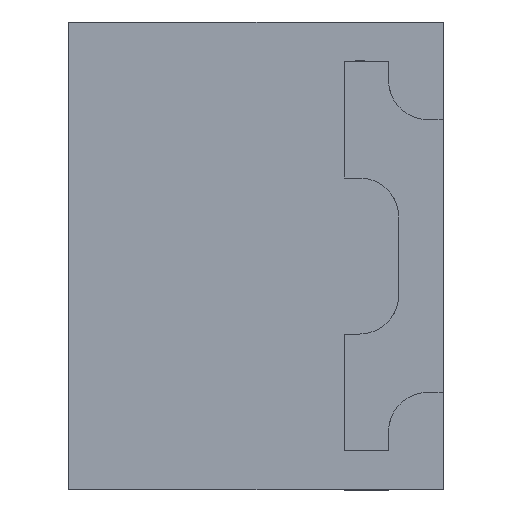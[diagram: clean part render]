
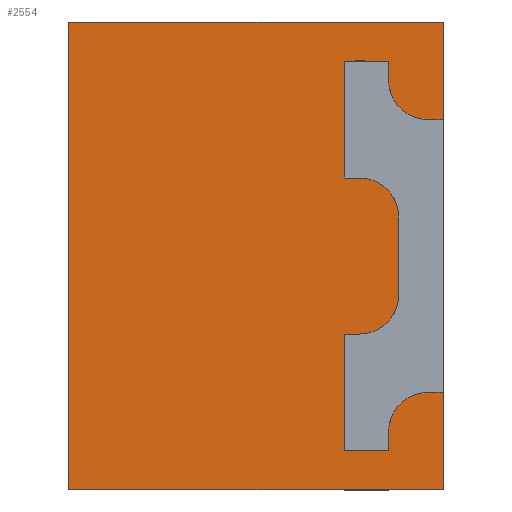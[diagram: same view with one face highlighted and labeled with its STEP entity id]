
A CAD part, left-side view. The second image highlights one B-rep face of the part: STEP entity #2554.
In plain terms, the highlighted face is planar.
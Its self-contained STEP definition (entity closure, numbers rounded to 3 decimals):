
#111=CIRCLE('',#2704,0.05);
#115=CIRCLE('',#2709,0.05);
#116=CIRCLE('',#2712,0.05);
#122=CIRCLE('',#2720,0.05);
#566=ORIENTED_EDGE('',*,*,#923,.F.);
#567=ORIENTED_EDGE('',*,*,#1015,.F.);
#568=ORIENTED_EDGE('',*,*,#1016,.T.);
#569=ORIENTED_EDGE('',*,*,#962,.F.);
#570=ORIENTED_EDGE('',*,*,#933,.F.);
#571=ORIENTED_EDGE('',*,*,#930,.F.);
#572=ORIENTED_EDGE('',*,*,#1017,.F.);
#573=ORIENTED_EDGE('',*,*,#1007,.F.);
#574=ORIENTED_EDGE('',*,*,#998,.F.);
#575=ORIENTED_EDGE('',*,*,#991,.T.);
#576=ORIENTED_EDGE('',*,*,#985,.T.);
#577=ORIENTED_EDGE('',*,*,#1013,.F.);
#578=ORIENTED_EDGE('',*,*,#1018,.T.);
#579=ORIENTED_EDGE('',*,*,#938,.F.);
#580=ORIENTED_EDGE('',*,*,#940,.F.);
#581=ORIENTED_EDGE('',*,*,#957,.T.);
#582=ORIENTED_EDGE('',*,*,#1019,.T.);
#583=ORIENTED_EDGE('',*,*,#1020,.F.);
#584=ORIENTED_EDGE('',*,*,#927,.F.);
#585=ORIENTED_EDGE('',*,*,#928,.T.);
#923=EDGE_CURVE('',#1183,#1184,#111,.F.);
#927=EDGE_CURVE('',#1187,#1185,#115,.F.);
#928=EDGE_CURVE('',#1187,#1184,#1400,.T.);
#930=EDGE_CURVE('',#1188,#1189,#116,.F.);
#933=EDGE_CURVE('',#1189,#1191,#1402,.T.);
#938=EDGE_CURVE('',#1195,#1193,#122,.F.);
#940=EDGE_CURVE('',#1197,#1195,#1404,.T.);
#957=EDGE_CURVE('',#1197,#1210,#1420,.T.);
#962=EDGE_CURVE('',#1191,#1214,#1425,.T.);
#985=EDGE_CURVE('',#1235,#1234,#1448,.T.);
#991=EDGE_CURVE('',#1240,#1235,#1454,.T.);
#998=EDGE_CURVE('',#1240,#1245,#1461,.T.);
#1007=EDGE_CURVE('',#1245,#1253,#1470,.T.);
#1013=EDGE_CURVE('',#1256,#1234,#1474,.T.);
#1015=EDGE_CURVE('',#1257,#1183,#1476,.F.);
#1016=EDGE_CURVE('',#1257,#1214,#1477,.T.);
#1017=EDGE_CURVE('',#1253,#1188,#1478,.T.);
#1018=EDGE_CURVE('',#1256,#1193,#1479,.T.);
#1019=EDGE_CURVE('',#1210,#1258,#1480,.T.);
#1020=EDGE_CURVE('',#1185,#1258,#1481,.T.);
#1183=VERTEX_POINT('',#3724);
#1184=VERTEX_POINT('',#3726);
#1185=VERTEX_POINT('',#3730);
#1187=VERTEX_POINT('',#3733);
#1188=VERTEX_POINT('',#3740);
#1189=VERTEX_POINT('',#3741);
#1191=VERTEX_POINT('',#3747);
#1193=VERTEX_POINT('',#3753);
#1195=VERTEX_POINT('',#3756);
#1197=VERTEX_POINT('',#3761);
#1210=VERTEX_POINT('',#3796);
#1214=VERTEX_POINT('',#3807);
#1234=VERTEX_POINT('',#3851);
#1235=VERTEX_POINT('',#3853);
#1240=VERTEX_POINT('',#3865);
#1245=VERTEX_POINT('',#3877);
#1253=VERTEX_POINT('',#3896);
#1256=VERTEX_POINT('',#3904);
#1257=VERTEX_POINT('',#3909);
#1258=VERTEX_POINT('',#3914);
#1400=LINE('',#3736,#1636);
#1402=LINE('',#3746,#1638);
#1404=LINE('',#3762,#1640);
#1420=LINE('',#3797,#1656);
#1425=LINE('',#3806,#1661);
#1448=LINE('',#3852,#1684);
#1454=LINE('',#3864,#1690);
#1461=LINE('',#3878,#1697);
#1470=LINE('',#3895,#1706);
#1474=LINE('',#3905,#1710);
#1476=LINE('',#3908,#1712);
#1477=LINE('',#3910,#1713);
#1478=LINE('',#3911,#1714);
#1479=LINE('',#3912,#1715);
#1480=LINE('',#3913,#1716);
#1481=LINE('',#3915,#1717);
#1636=VECTOR('',#3121,1000.);
#1638=VECTOR('',#3133,1000.);
#1640=VECTOR('',#3149,1000.);
#1656=VECTOR('',#3177,1000.);
#1661=VECTOR('',#3184,1000.);
#1684=VECTOR('',#3211,1000.);
#1690=VECTOR('',#3219,1000.);
#1697=VECTOR('',#3228,1000.);
#1706=VECTOR('',#3239,1000.);
#1710=VECTOR('',#3247,1000.);
#1712=VECTOR('',#3251,1000.);
#1713=VECTOR('',#3252,1000.);
#1714=VECTOR('',#3253,1000.);
#1715=VECTOR('',#3254,1000.);
#1716=VECTOR('',#3255,1000.);
#1717=VECTOR('',#3256,1000.);
#1840=EDGE_LOOP('',(#566,#567,#568,#569,#570,#571,#572,#573,#574,#575,#576,
#577,#578,#579,#580,#581,#582,#583,#584,#585));
#1956=FACE_BOUND('',#1840,.T.);
#2040=PLANE('',#2737);
#2554=ADVANCED_FACE('',(#1956),#2040,.T.);
#2704=AXIS2_PLACEMENT_3D('',#3725,#3107,#3108);
#2709=AXIS2_PLACEMENT_3D('',#3734,#3117,#3118);
#2712=AXIS2_PLACEMENT_3D('',#3739,#3125,#3126);
#2720=AXIS2_PLACEMENT_3D('',#3757,#3143,#3144);
#2737=AXIS2_PLACEMENT_3D('',#3907,#3249,#3250);
#3107=DIRECTION('',(1.,0.,0.));
#3108=DIRECTION('',(0.,0.,-1.));
#3117=DIRECTION('',(1.,0.,0.));
#3118=DIRECTION('',(0.,0.,-1.));
#3121=DIRECTION('',(0.,0.,-1.));
#3125=DIRECTION('',(1.,0.,0.));
#3126=DIRECTION('',(0.,0.,-1.));
#3133=DIRECTION('',(0.,0.,-1.));
#3143=DIRECTION('',(1.,0.,0.));
#3144=DIRECTION('',(0.,0.,-1.));
#3149=DIRECTION('',(0.,0.,-1.));
#3177=DIRECTION('',(0.,1.,0.));
#3184=DIRECTION('',(0.,1.,0.));
#3211=DIRECTION('',(0.,-1.,0.));
#3219=DIRECTION('',(0.,0.,1.));
#3228=DIRECTION('',(0.,-1.,0.));
#3239=DIRECTION('',(0.,0.,1.));
#3247=DIRECTION('',(0.,0.,1.));
#3249=DIRECTION('',(1.,0.,0.));
#3250=DIRECTION('',(0.,0.,-1.));
#3251=DIRECTION('',(0.,1.,0.));
#3252=DIRECTION('',(0.,0.,-1.));
#3253=DIRECTION('',(0.,1.,0.));
#3254=DIRECTION('',(0.,1.,0.));
#3255=DIRECTION('',(0.,0.,-1.));
#3256=DIRECTION('',(0.,1.,0.));
#3724=CARTESIAN_POINT('',(0.5,0.107,-0.1));
#3725=CARTESIAN_POINT('',(0.5,0.107,-0.05));
#3726=CARTESIAN_POINT('',(0.5,0.057,-0.05));
#3730=CARTESIAN_POINT('',(0.5,0.107,0.1));
#3733=CARTESIAN_POINT('',(0.5,0.057,0.05));
#3734=CARTESIAN_POINT('',(0.5,0.107,0.05));
#3736=CARTESIAN_POINT('',(0.5,0.057,-0.3));
#3739=CARTESIAN_POINT('',(0.5,0.02,-0.225));
#3740=CARTESIAN_POINT('',(0.5,0.02,-0.175));
#3741=CARTESIAN_POINT('',(0.5,0.07,-0.225));
#3746=CARTESIAN_POINT('',(0.5,0.07,-0.3));
#3747=CARTESIAN_POINT('',(0.5,0.07,-0.25));
#3753=CARTESIAN_POINT('',(0.5,0.02,0.175));
#3756=CARTESIAN_POINT('',(0.5,0.07,0.225));
#3757=CARTESIAN_POINT('',(0.5,0.02,0.225));
#3761=CARTESIAN_POINT('',(0.5,0.07,0.25));
#3762=CARTESIAN_POINT('',(0.5,0.07,-0.3));
#3796=CARTESIAN_POINT('',(0.5,0.127,0.25));
#3797=CARTESIAN_POINT('',(0.5,0.07,0.25));
#3806=CARTESIAN_POINT('',(0.5,0.48,-0.25));
#3807=CARTESIAN_POINT('',(0.5,0.127,-0.25));
#3851=CARTESIAN_POINT('',(0.5,0.,0.3));
#3852=CARTESIAN_POINT('',(0.5,0.48,0.3));
#3853=CARTESIAN_POINT('',(0.5,0.48,0.3));
#3864=CARTESIAN_POINT('',(0.5,0.48,-0.3));
#3865=CARTESIAN_POINT('',(0.5,0.48,-0.3));
#3877=CARTESIAN_POINT('',(0.5,0.,-0.3));
#3878=CARTESIAN_POINT('',(0.5,0.48,-0.3));
#3895=CARTESIAN_POINT('',(0.5,0.,-0.3));
#3896=CARTESIAN_POINT('',(0.5,0.,-0.175));
#3904=CARTESIAN_POINT('',(0.5,0.,0.175));
#3905=CARTESIAN_POINT('',(0.5,0.,-0.3));
#3907=CARTESIAN_POINT('',(0.5,0.48,-0.3));
#3908=CARTESIAN_POINT('',(0.5,0.057,-0.1));
#3909=CARTESIAN_POINT('',(0.5,0.127,-0.1));
#3910=CARTESIAN_POINT('',(0.5,0.127,-0.3));
#3911=CARTESIAN_POINT('',(0.5,0.,-0.175));
#3912=CARTESIAN_POINT('',(0.5,0.,0.175));
#3913=CARTESIAN_POINT('',(0.5,0.127,-0.3));
#3914=CARTESIAN_POINT('',(0.5,0.127,0.1));
#3915=CARTESIAN_POINT('',(0.5,0.057,0.1));
